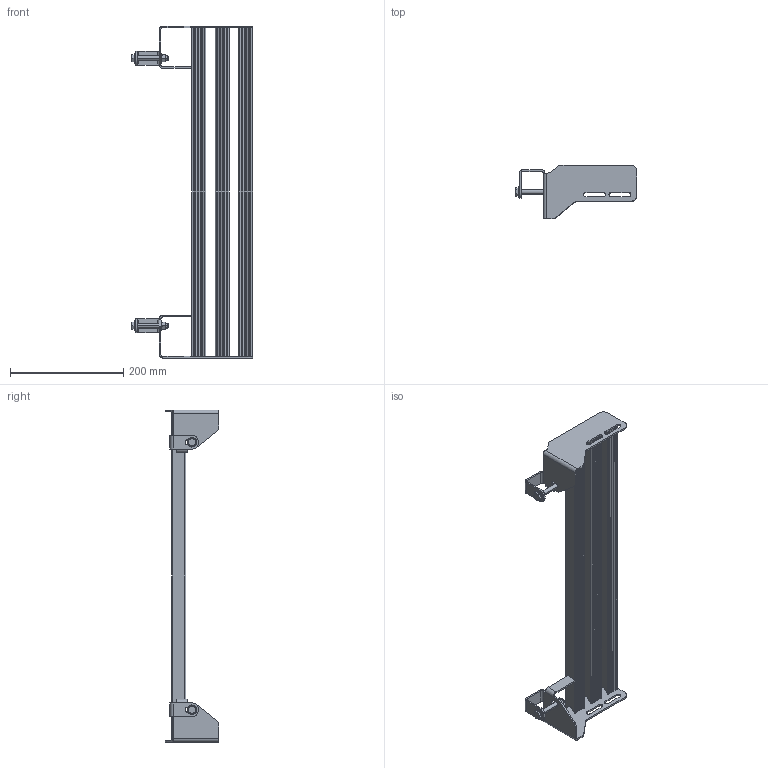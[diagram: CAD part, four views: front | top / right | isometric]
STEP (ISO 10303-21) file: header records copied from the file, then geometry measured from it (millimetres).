
FILE_DESCRIPTION (( 'STEP AP203' ), '1' );
FILE_NAME ('0529230300.STEP', '2024-05-29T06:40:38', ( '' ), ( '' ), 'SwSTEP 2.0', 'SolidWorks 2022', '' );
FILE_SCHEMA (( 'CONFIG_CONTROL_DESIGN' ));
Length unit declared in the file: metre
Products named in the file (1): 0529230300
Bounding box: 214.2 x 94 x 587 mm (x, y, z)
Volume: 357153.3 mm3; surface area: 416876.8 mm2
Topology: 13 solids, 13 shells, 512 faces, 1322 edges, 834 vertices
Faces by surface type: plane 328, cylinder 126, cone 54, torus 4
Entity records: 15757 total; most frequent: CARTESIAN_POINT 3061, ORIENTED_EDGE 2644, DIRECTION 2594, EDGE_CURVE 1322, LINE 932, VECTOR 932, VERTEX_POINT 834, AXIS2_PLACEMENT_3D 831
